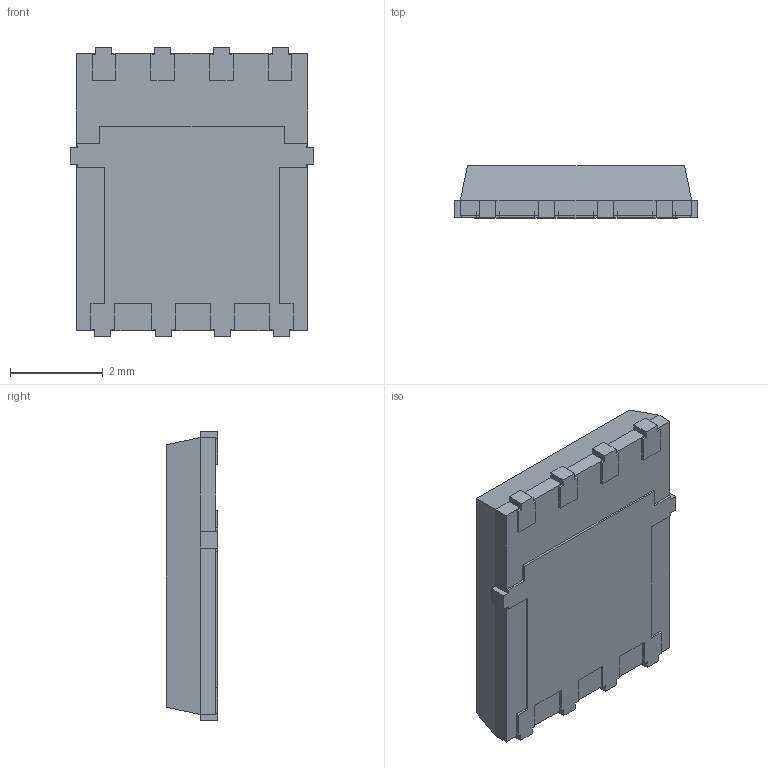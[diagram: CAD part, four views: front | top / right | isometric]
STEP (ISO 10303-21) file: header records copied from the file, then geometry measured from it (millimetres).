
FILE_DESCRIPTION (( 'STEP AP214' ), '1' );
FILE_NAME ('SI7489DP-T1-GE3.STEP', '2022-09-08T09:26:22', ( '' ), ( '' ), 'SwSTEP 2.0', 'SolidWorks 2018', '' );
FILE_SCHEMA (( 'AUTOMOTIVE_DESIGN' ));
Length unit declared in the file: millimetre
Products named in the file (1): SI7489DP-T1-GE3
Bounding box: 5.26 x 1.12 x 6.25 mm (x, y, z)
Volume: 31.8 mm3; surface area: 137.5 mm2
Topology: 6 solids, 6 shells, 201 faces, 540 edges, 352 vertices
Faces by surface type: plane 199, cylinder 2
Entity records: 7239 total; most frequent: CARTESIAN_POINT 1094, ORIENTED_EDGE 1080, DIRECTION 948, EDGE_CURVE 540, VECTOR 536, LINE 536, VERTEX_POINT 352, AXIS2_PLACEMENT_3D 206
